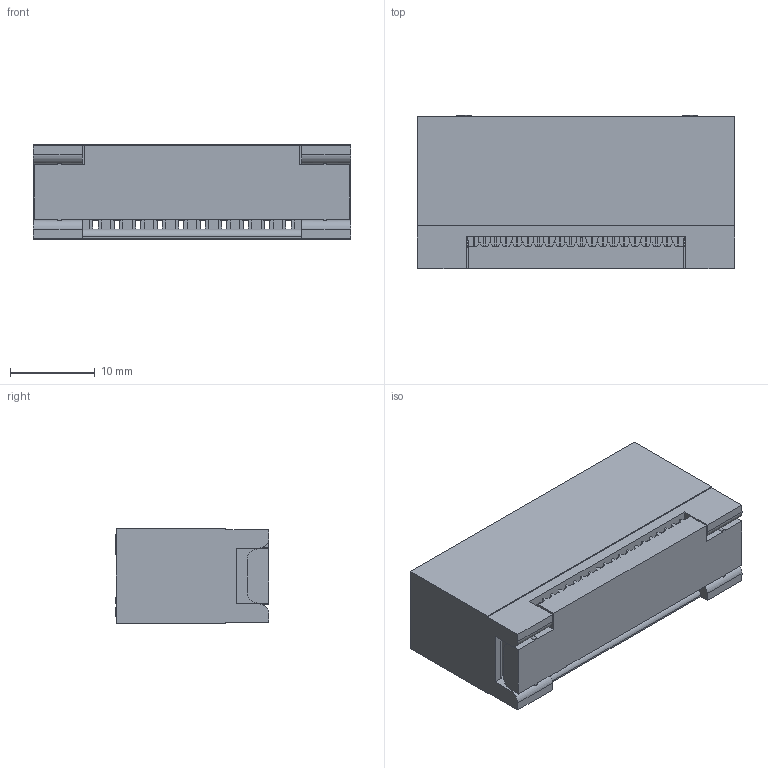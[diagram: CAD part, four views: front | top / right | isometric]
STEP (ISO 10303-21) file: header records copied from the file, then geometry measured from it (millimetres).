
FILE_DESCRIPTION(/* description */ (''),/* implementation_level */ '2;1');
FILE_NAME(/* name */ 'CWR-170-20_3D Model.stp',/* time_stamp */ '2023-12-11T11:55:14-05:00',/* author */ ('dwiltbank'),/* organization */ (''),/* preprocessor_version */ 'ST-DEVELOPER v19.2',/* originating_system */ 'Autodesk Inventor 2024',/* authorisation */ '');
FILE_SCHEMA (('AUTOMOTIVE_DESIGN { 1 0 10303 214 3 1 1 }'));
Products named in the file (1): CWR-170-20_Simplify_4
Bounding box: 37.49 x 18.16 x 11.18 mm (x, y, z)
Volume: 4735.6 mm3; surface area: 8378.1 mm2
Topology: 1 solids, 1 shells, 2100 faces, 6490 edges, 4290 vertices
Faces by surface type: plane 1517, cylinder 346, torus 60, sphere 60, cone 60, bspline 57
Entity records: 75069 total; most frequent: CARTESIAN_POINT 14188, ORIENTED_EDGE 12980, DIRECTION 11498, EDGE_CURVE 6490, LINE 5190, VECTOR 5190, VERTEX_POINT 4290, AXIS2_PLACEMENT_3D 3154
